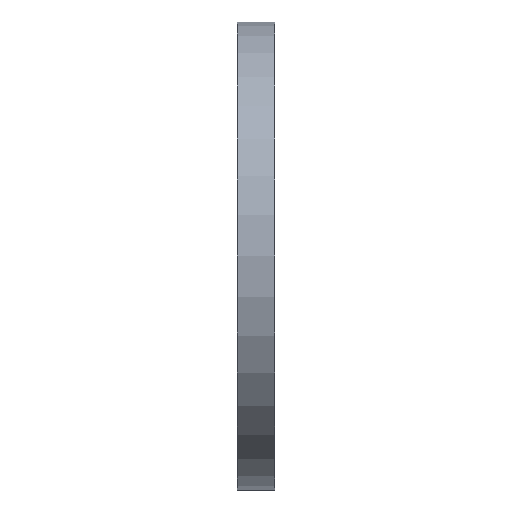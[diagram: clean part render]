
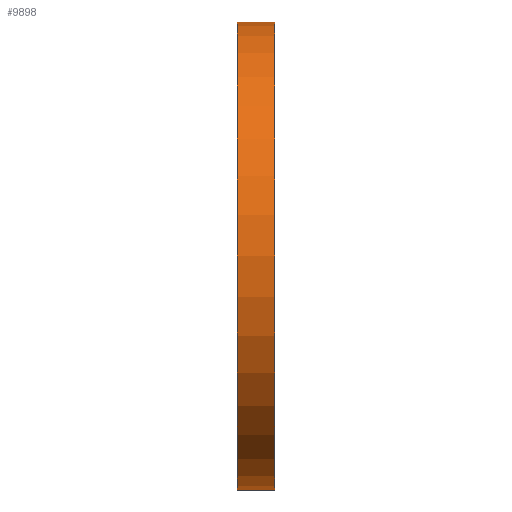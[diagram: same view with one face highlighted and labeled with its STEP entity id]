
A CAD part, left-side view. The second image highlights one B-rep face of the part: STEP entity #9898.
In plain terms, the highlighted cylindrical face has radius 50 mm (diameter 100 mm), a partial arc.
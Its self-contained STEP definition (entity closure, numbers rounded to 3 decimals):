
#189 = EDGE_CURVE ( 'NONE', #13024, #3394, #6202, .T. ) ;
#195 = VERTEX_POINT ( 'NONE', #11745 ) ;
#275 = DIRECTION ( 'NONE',  ( 0., -1., 0. ) ) ;
#312 = LINE ( 'NONE', #2126, #2197 ) ;
#1330 = DIRECTION ( 'NONE',  ( 0., -1., 0. ) ) ;
#1361 = DIRECTION ( 'NONE',  ( 0., -1., 0. ) ) ;
#1857 = AXIS2_PLACEMENT_3D ( 'NONE', #10307, #6927, #11474 ) ;
#1925 = FACE_OUTER_BOUND ( 'NONE', #9856, .T. ) ;
#2114 = ORIENTED_EDGE ( 'NONE', *, *, #12939, .F. ) ;
#2126 = CARTESIAN_POINT ( 'NONE',  ( 0., 8., 50. ) ) ;
#2197 = VECTOR ( 'NONE', #1361, 1000. ) ;
#2639 = ORIENTED_EDGE ( 'NONE', *, *, #13468, .F. ) ;
#3394 = VERTEX_POINT ( 'NONE', #6583 ) ;
#3891 = DIRECTION ( 'NONE',  ( 0., 1., 0. ) ) ;
#4460 = EDGE_CURVE ( 'NONE', #5604, #13024, #5806, .T. ) ;
#5604 = VERTEX_POINT ( 'NONE', #6449 ) ;
#5806 = LINE ( 'NONE', #6886, #13202 ) ;
#6202 = CIRCLE ( 'NONE', #1857, 50. ) ;
#6449 = CARTESIAN_POINT ( 'NONE',  ( 0., 8., -50. ) ) ;
#6583 = CARTESIAN_POINT ( 'NONE',  ( 0., 0., 50. ) ) ;
#6886 = CARTESIAN_POINT ( 'NONE',  ( 0., 8., -50. ) ) ;
#6927 = DIRECTION ( 'NONE',  ( 0., 1., 0. ) ) ;
#7127 = DIRECTION ( 'NONE',  ( 0., 0., 1. ) ) ;
#9856 = EDGE_LOOP ( 'NONE', ( #2114, #2639, #13237, #11123 ) ) ;
#9898 = ADVANCED_FACE ( 'NONE', ( #1925 ), #11451, .T. ) ;
#10307 = CARTESIAN_POINT ( 'NONE',  ( 0., 0., 0. ) ) ;
#11123 = ORIENTED_EDGE ( 'NONE', *, *, #189, .T. ) ;
#11178 = AXIS2_PLACEMENT_3D ( 'NONE', #13748, #3891, #7127 ) ;
#11181 = CARTESIAN_POINT ( 'NONE',  ( 0., 8., 0. ) ) ;
#11232 = DIRECTION ( 'NONE',  ( 0., 0., -1. ) ) ;
#11451 = CYLINDRICAL_SURFACE ( 'NONE', #13001, 50. ) ;
#11474 = DIRECTION ( 'NONE',  ( 0., 0., 1. ) ) ;
#11745 = CARTESIAN_POINT ( 'NONE',  ( 0., 8., 50. ) ) ;
#12939 = EDGE_CURVE ( 'NONE', #195, #3394, #312, .T. ) ;
#13001 = AXIS2_PLACEMENT_3D ( 'NONE', #11181, #1330, #11232 ) ;
#13024 = VERTEX_POINT ( 'NONE', #13126 ) ;
#13126 = CARTESIAN_POINT ( 'NONE',  ( 0., 0., -50. ) ) ;
#13202 = VECTOR ( 'NONE', #275, 1000. ) ;
#13237 = ORIENTED_EDGE ( 'NONE', *, *, #4460, .T. ) ;
#13468 = EDGE_CURVE ( 'NONE', #5604, #195, #13787, .T. ) ;
#13748 = CARTESIAN_POINT ( 'NONE',  ( 0., 8., 0. ) ) ;
#13787 = CIRCLE ( 'NONE', #11178, 50. ) ;
